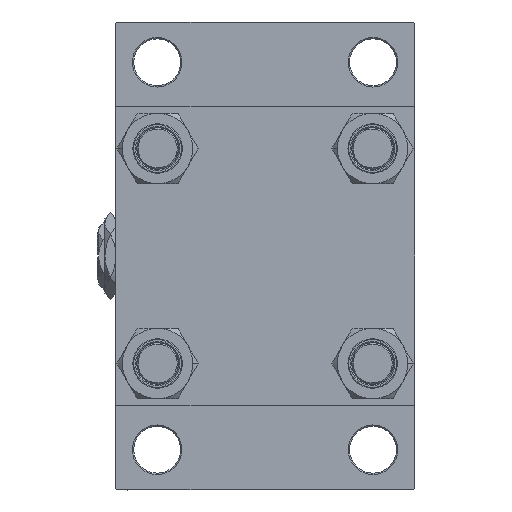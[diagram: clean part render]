
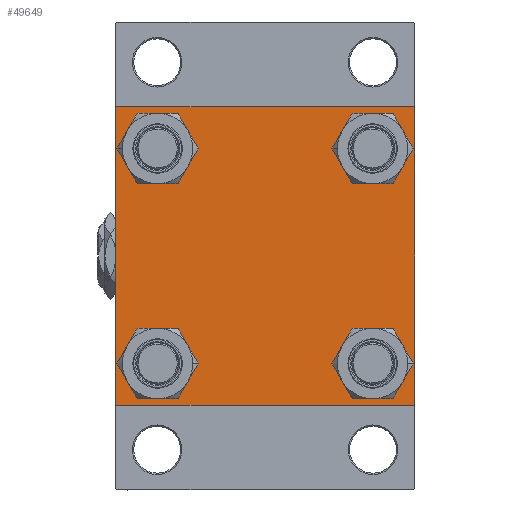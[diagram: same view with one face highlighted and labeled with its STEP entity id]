
A CAD part, left-side view. The second image highlights one B-rep face of the part: STEP entity #49649.
In plain terms, the highlighted planar face has unit normal (-1, 0, 0).
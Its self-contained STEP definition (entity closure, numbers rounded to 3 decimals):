
#486 = EDGE_CURVE ( 'NONE', #4053, #38604, #40269, .T. ) ;
#957 = CARTESIAN_POINT ( 'NONE',  ( 0., 57., -57.5 ) ) ;
#1284 = ORIENTED_EDGE ( 'NONE', *, *, #39651, .T. ) ;
#1298 = CARTESIAN_POINT ( 'NONE',  ( 0., 57., 57.5 ) ) ;
#1329 = DIRECTION ( 'NONE',  ( 0., 0., 1. ) ) ;
#1546 = EDGE_CURVE ( 'NONE', #44760, #40311, #32442, .T. ) ;
#2113 = VERTEX_POINT ( 'NONE', #37589 ) ;
#2312 = CARTESIAN_POINT ( 'NONE',  ( 0., -41.35, 41.35 ) ) ;
#2561 = CIRCLE ( 'NONE', #35027, 8.5 ) ;
#3515 = VECTOR ( 'NONE', #39901, 1000. ) ;
#3631 = DIRECTION ( 'NONE',  ( -1., 0., 0. ) ) ;
#4053 = VERTEX_POINT ( 'NONE', #15774 ) ;
#4213 = VECTOR ( 'NONE', #40638, 1000. ) ;
#4247 = ORIENTED_EDGE ( 'NONE', *, *, #12782, .T. ) ;
#4462 = CIRCLE ( 'NONE', #34612, 8.5 ) ;
#4514 = DIRECTION ( 'NONE',  ( 0., 0., 1. ) ) ;
#4567 = LINE ( 'NONE', #27694, #3515 ) ;
#4721 = ORIENTED_EDGE ( 'NONE', *, *, #43105, .F. ) ;
#5017 = DIRECTION ( 'NONE',  ( 0., -0.707, -0.707 ) ) ;
#5078 = AXIS2_PLACEMENT_3D ( 'NONE', #39854, #31463, #4514 ) ;
#5572 = VERTEX_POINT ( 'NONE', #957 ) ;
#6015 = EDGE_CURVE ( 'NONE', #23412, #46529, #43882, .T. ) ;
#6554 = EDGE_LOOP ( 'NONE', ( #4247, #25462, #27393, #34655, #4721, #11493, #30718, #13066 ) ) ;
#6891 = EDGE_CURVE ( 'NONE', #27977, #25526, #21366, .T. ) ;
#6930 = FACE_OUTER_BOUND ( 'NONE', #6554, .T. ) ;
#7094 = DIRECTION ( 'NONE',  ( 0., -1., 0. ) ) ;
#7200 = CARTESIAN_POINT ( 'NONE',  ( 0., -57., 57.5 ) ) ;
#8414 = AXIS2_PLACEMENT_3D ( 'NONE', #50271, #25710, #38836 ) ;
#8585 = EDGE_CURVE ( 'NONE', #40311, #44760, #40678, .T. ) ;
#9426 = CARTESIAN_POINT ( 'NONE',  ( 0., 57.5, -57.5 ) ) ;
#9653 = CARTESIAN_POINT ( 'NONE',  ( 0., 41.35, 41.35 ) ) ;
#10560 = CARTESIAN_POINT ( 'NONE',  ( 0., 57.5, 57. ) ) ;
#11163 = VERTEX_POINT ( 'NONE', #15175 ) ;
#11228 = FACE_BOUND ( 'NONE', #21981, .T. ) ;
#11237 = EDGE_CURVE ( 'NONE', #29916, #28208, #18842, .T. ) ;
#11493 = ORIENTED_EDGE ( 'NONE', *, *, #37014, .T. ) ;
#11621 = CIRCLE ( 'NONE', #8414, 8.5 ) ;
#12168 = AXIS2_PLACEMENT_3D ( 'NONE', #9653, #12948, #32557 ) ;
#12227 = DIRECTION ( 'NONE',  ( 1., 0., 0. ) ) ;
#12782 = EDGE_CURVE ( 'NONE', #49333, #2113, #26694, .T. ) ;
#12948 = DIRECTION ( 'NONE',  ( 1., 0., 0. ) ) ;
#13066 = ORIENTED_EDGE ( 'NONE', *, *, #26590, .T. ) ;
#13731 = VECTOR ( 'NONE', #45078, 1000. ) ;
#14023 = CARTESIAN_POINT ( 'NONE',  ( 0., -57.25, -57.25 ) ) ;
#14881 = VECTOR ( 'NONE', #5017, 1000. ) ;
#15175 = CARTESIAN_POINT ( 'NONE',  ( 0., -57.5, 57. ) ) ;
#15774 = CARTESIAN_POINT ( 'NONE',  ( 0., -57., -57.5 ) ) ;
#16550 = DIRECTION ( 'NONE',  ( 0., 0., 1. ) ) ;
#16601 = ORIENTED_EDGE ( 'NONE', *, *, #26943, .T. ) ;
#18515 = VERTEX_POINT ( 'NONE', #31459 ) ;
#18562 = CIRCLE ( 'NONE', #47002, 8.5 ) ;
#18743 = AXIS2_PLACEMENT_3D ( 'NONE', #2312, #37628, #25171 ) ;
#18842 = CIRCLE ( 'NONE', #5078, 8.5 ) ;
#19744 = VECTOR ( 'NONE', #24941, 1000. ) ;
#19767 = VECTOR ( 'NONE', #42221, 1000. ) ;
#20130 = DIRECTION ( 'NONE',  ( 1., 0., 0. ) ) ;
#21086 = AXIS2_PLACEMENT_3D ( 'NONE', #31318, #12227, #1329 ) ;
#21366 = LINE ( 'NONE', #37881, #31711 ) ;
#21981 = EDGE_LOOP ( 'NONE', ( #34463, #24403 ) ) ;
#22440 = CARTESIAN_POINT ( 'NONE',  ( 0., -57.5, -57. ) ) ;
#22693 = CARTESIAN_POINT ( 'NONE',  ( 0., -41.35, 32.85 ) ) ;
#23201 = FACE_BOUND ( 'NONE', #49926, .T. ) ;
#23412 = VERTEX_POINT ( 'NONE', #24968 ) ;
#24333 = LINE ( 'NONE', #39849, #14881 ) ;
#24403 = ORIENTED_EDGE ( 'NONE', *, *, #44058, .T. ) ;
#24941 = DIRECTION ( 'NONE',  ( 0., -1., 0. ) ) ;
#24968 = CARTESIAN_POINT ( 'NONE',  ( 0., 41.35, 49.85 ) ) ;
#25171 = DIRECTION ( 'NONE',  ( 0., 0., 1. ) ) ;
#25462 = ORIENTED_EDGE ( 'NONE', *, *, #44303, .T. ) ;
#25526 = VERTEX_POINT ( 'NONE', #7200 ) ;
#25584 = ORIENTED_EDGE ( 'NONE', *, *, #1546, .T. ) ;
#25710 = DIRECTION ( 'NONE',  ( 1., 0., 0. ) ) ;
#26111 = DIRECTION ( 'NONE',  ( 1., 0., 0. ) ) ;
#26590 = EDGE_CURVE ( 'NONE', #27977, #49333, #30864, .T. ) ;
#26688 = VECTOR ( 'NONE', #30610, 1000. ) ;
#26694 = LINE ( 'NONE', #41478, #19767 ) ;
#26751 = DIRECTION ( 'NONE',  ( 0., 0., 1. ) ) ;
#26943 = EDGE_CURVE ( 'NONE', #18515, #44265, #18562, .T. ) ;
#27393 = ORIENTED_EDGE ( 'NONE', *, *, #42802, .T. ) ;
#27694 = CARTESIAN_POINT ( 'NONE',  ( 0., -57.5, 57.5 ) ) ;
#27753 = CARTESIAN_POINT ( 'NONE',  ( 0., 41.35, -41.35 ) ) ;
#27977 = VERTEX_POINT ( 'NONE', #1298 ) ;
#28208 = VERTEX_POINT ( 'NONE', #42423 ) ;
#28559 = CARTESIAN_POINT ( 'NONE',  ( 0., -41.35, -49.85 ) ) ;
#28680 = LINE ( 'NONE', #28937, #4213 ) ;
#28937 = CARTESIAN_POINT ( 'NONE',  ( 0., -57.25, 57.25 ) ) ;
#29916 = VERTEX_POINT ( 'NONE', #28559 ) ;
#30610 = DIRECTION ( 'NONE',  ( 0., 0.707, -0.707 ) ) ;
#30718 = ORIENTED_EDGE ( 'NONE', *, *, #6891, .F. ) ;
#30864 = LINE ( 'NONE', #38000, #26688 ) ;
#31318 = CARTESIAN_POINT ( 'NONE',  ( 0., -41.35, 41.35 ) ) ;
#31459 = CARTESIAN_POINT ( 'NONE',  ( 0., 41.35, -49.85 ) ) ;
#31463 = DIRECTION ( 'NONE',  ( 1., 0., 0. ) ) ;
#31711 = VECTOR ( 'NONE', #7094, 1000. ) ;
#32442 = CIRCLE ( 'NONE', #21086, 8.5 ) ;
#32557 = DIRECTION ( 'NONE',  ( 0., 0., 1. ) ) ;
#33408 = FACE_BOUND ( 'NONE', #36601, .T. ) ;
#33476 = DIRECTION ( 'NONE',  ( 1., 0., 0. ) ) ;
#34414 = EDGE_LOOP ( 'NONE', ( #49377, #16601 ) ) ;
#34463 = ORIENTED_EDGE ( 'NONE', *, *, #6015, .T. ) ;
#34612 = AXIS2_PLACEMENT_3D ( 'NONE', #37288, #33476, #48994 ) ;
#34655 = ORIENTED_EDGE ( 'NONE', *, *, #486, .T. ) ;
#35027 = AXIS2_PLACEMENT_3D ( 'NONE', #43329, #26111, #50183 ) ;
#36601 = EDGE_LOOP ( 'NONE', ( #49257, #25584 ) ) ;
#37014 = EDGE_CURVE ( 'NONE', #11163, #25526, #28680, .T. ) ;
#37288 = CARTESIAN_POINT ( 'NONE',  ( 0., 41.35, -41.35 ) ) ;
#37526 = ORIENTED_EDGE ( 'NONE', *, *, #11237, .T. ) ;
#37589 = CARTESIAN_POINT ( 'NONE',  ( 0., 57.5, -57. ) ) ;
#37628 = DIRECTION ( 'NONE',  ( 1., 0., 0. ) ) ;
#37881 = CARTESIAN_POINT ( 'NONE',  ( 0., 57.5, 57.5 ) ) ;
#38000 = CARTESIAN_POINT ( 'NONE',  ( 0., 57.25, 57.25 ) ) ;
#38604 = VERTEX_POINT ( 'NONE', #22440 ) ;
#38836 = DIRECTION ( 'NONE',  ( 0., 0., 1. ) ) ;
#39651 = EDGE_CURVE ( 'NONE', #28208, #29916, #2561, .T. ) ;
#39849 = CARTESIAN_POINT ( 'NONE',  ( 0., 57.25, -57.25 ) ) ;
#39854 = CARTESIAN_POINT ( 'NONE',  ( 0., -41.35, -41.35 ) ) ;
#39901 = DIRECTION ( 'NONE',  ( 0., 0., -1. ) ) ;
#40151 = CARTESIAN_POINT ( 'NONE',  ( 0., -41.35, 49.85 ) ) ;
#40269 = LINE ( 'NONE', #14023, #13731 ) ;
#40311 = VERTEX_POINT ( 'NONE', #40151 ) ;
#40638 = DIRECTION ( 'NONE',  ( 0., 0.707, 0.707 ) ) ;
#40678 = CIRCLE ( 'NONE', #18743, 8.5 ) ;
#41478 = CARTESIAN_POINT ( 'NONE',  ( 0., 57.5, 57.5 ) ) ;
#41921 = AXIS2_PLACEMENT_3D ( 'NONE', #49417, #3631, #26751 ) ;
#42221 = DIRECTION ( 'NONE',  ( 0., 0., -1. ) ) ;
#42279 = FACE_BOUND ( 'NONE', #34414, .T. ) ;
#42423 = CARTESIAN_POINT ( 'NONE',  ( 0., -41.35, -32.85 ) ) ;
#42802 = EDGE_CURVE ( 'NONE', #5572, #4053, #47837, .T. ) ;
#43105 = EDGE_CURVE ( 'NONE', #11163, #38604, #4567, .T. ) ;
#43329 = CARTESIAN_POINT ( 'NONE',  ( 0., -41.35, -41.35 ) ) ;
#43882 = CIRCLE ( 'NONE', #12168, 8.5 ) ;
#43921 = CARTESIAN_POINT ( 'NONE',  ( 0., 41.35, -32.85 ) ) ;
#44058 = EDGE_CURVE ( 'NONE', #46529, #23412, #11621, .T. ) ;
#44265 = VERTEX_POINT ( 'NONE', #43921 ) ;
#44303 = EDGE_CURVE ( 'NONE', #2113, #5572, #24333, .T. ) ;
#44760 = VERTEX_POINT ( 'NONE', #22693 ) ;
#45078 = DIRECTION ( 'NONE',  ( 0., -0.707, 0.707 ) ) ;
#46529 = VERTEX_POINT ( 'NONE', #49402 ) ;
#47002 = AXIS2_PLACEMENT_3D ( 'NONE', #27753, #20130, #16550 ) ;
#47837 = LINE ( 'NONE', #9426, #19744 ) ;
#48994 = DIRECTION ( 'NONE',  ( 0., 0., 1. ) ) ;
#49257 = ORIENTED_EDGE ( 'NONE', *, *, #8585, .T. ) ;
#49333 = VERTEX_POINT ( 'NONE', #10560 ) ;
#49377 = ORIENTED_EDGE ( 'NONE', *, *, #50291, .T. ) ;
#49402 = CARTESIAN_POINT ( 'NONE',  ( 0., 41.35, 32.85 ) ) ;
#49417 = CARTESIAN_POINT ( 'NONE',  ( 0., 0., 0. ) ) ;
#49649 = ADVANCED_FACE ( 'NONE', ( #33408, #23201, #42279, #11228, #6930 ), #49664, .T. ) ;
#49664 = PLANE ( 'NONE',  #41921 ) ;
#49926 = EDGE_LOOP ( 'NONE', ( #1284, #37526 ) ) ;
#50183 = DIRECTION ( 'NONE',  ( 0., 0., 1. ) ) ;
#50271 = CARTESIAN_POINT ( 'NONE',  ( 0., 41.35, 41.35 ) ) ;
#50291 = EDGE_CURVE ( 'NONE', #44265, #18515, #4462, .T. ) ;
